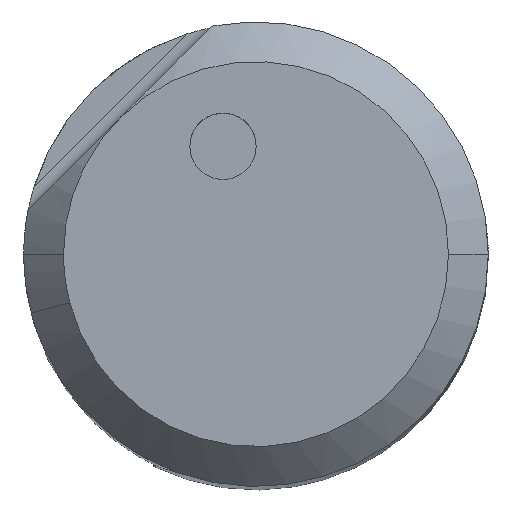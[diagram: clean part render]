
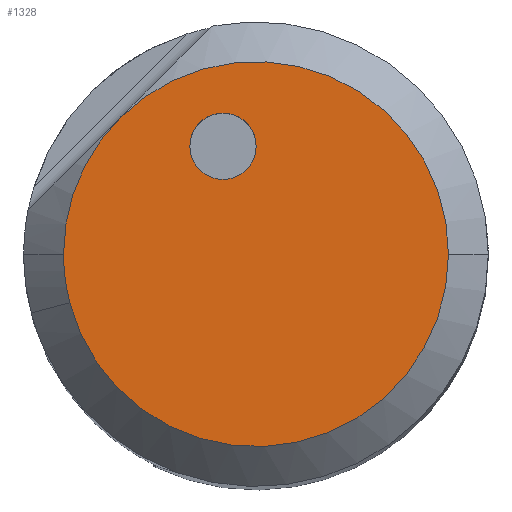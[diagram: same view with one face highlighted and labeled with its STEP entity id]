
A CAD part, top view. The second image highlights one B-rep face of the part: STEP entity #1328.
In plain terms, the highlighted planar face has unit normal (0, 0, 1).
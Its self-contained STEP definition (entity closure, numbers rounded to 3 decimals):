
#1001=AXIS2_PLACEMENT_3D('Circle Axis2P3D',#999,#1000,$) ;
#1019=AXIS2_PLACEMENT_3D('Circle Axis2P3D',#1017,#1018,$) ;
#1207=AXIS2_PLACEMENT_3D('Circle Axis2P3D',#1205,#1206,$) ;
#1288=AXIS2_PLACEMENT_3D('Circle Axis2P3D',#1286,#1287,$) ;
#1302=AXIS2_PLACEMENT_3D('Plane Axis2P3D',#1299,#1300,#1301) ;
#1312=AXIS2_PLACEMENT_3D('Circle Axis2P3D',#1310,#1311,$) ;
#1321=AXIS2_PLACEMENT_3D('Circle Axis2P3D',#1319,#1320,$) ;
#988=CARTESIAN_POINT('Vertex',(-2.806,-0.733,0.)) ;
#996=CARTESIAN_POINT('Vertex',(2.9,0.,0.)) ;
#999=CARTESIAN_POINT('Axis2P3D Location',(0.,0.,0.)) ;
#1017=CARTESIAN_POINT('Axis2P3D Location',(0.,0.,0.)) ;
#1021=CARTESIAN_POINT('Vertex',(-2.9,0.,0.)) ;
#1205=CARTESIAN_POINT('Axis2P3D Location',(0.,0.,0.)) ;
#1209=CARTESIAN_POINT('Vertex',(-2.051,2.051,0.)) ;
#1286=CARTESIAN_POINT('Axis2P3D Location',(0.,0.,0.)) ;
#1299=CARTESIAN_POINT('Axis2P3D Location',(0.,0.,0.)) ;
#1310=CARTESIAN_POINT('Axis2P3D Location',(-0.497,1.626,0.)) ;
#1314=CARTESIAN_POINT('Vertex',(-0.997,1.626,0.)) ;
#1316=CARTESIAN_POINT('Vertex',(0.003,1.626,0.)) ;
#1319=CARTESIAN_POINT('Axis2P3D Location',(-0.497,1.626,0.)) ;
#1000=DIRECTION('Axis2P3D Direction',(0.,0.,-1.)) ;
#1018=DIRECTION('Axis2P3D Direction',(0.,0.,-1.)) ;
#1206=DIRECTION('Axis2P3D Direction',(0.,0.,-1.)) ;
#1287=DIRECTION('Axis2P3D Direction',(0.,0.,-1.)) ;
#1300=DIRECTION('Axis2P3D Direction',(0.,0.,-1.)) ;
#1301=DIRECTION('Axis2P3D XDirection',(-1.,0.,0.)) ;
#1311=DIRECTION('Axis2P3D Direction',(0.,0.,-1.)) ;
#1320=DIRECTION('Axis2P3D Direction',(0.,0.,-1.)) ;
#1305=ORIENTED_EDGE('',*,*,#1211,.F.) ;
#1306=ORIENTED_EDGE('',*,*,#1023,.F.) ;
#1307=ORIENTED_EDGE('',*,*,#1003,.F.) ;
#1308=ORIENTED_EDGE('',*,*,#1290,.F.) ;
#1325=ORIENTED_EDGE('',*,*,#1318,.F.) ;
#1326=ORIENTED_EDGE('',*,*,#1323,.F.) ;
#1327=FACE_BOUND('',#1324,.T.) ;
#1328=ADVANCED_FACE('NOCUT',(#1309,#1327),#1303,.F.) ;
#1002=CIRCLE('generated circle',#1001,2.9) ;
#1020=CIRCLE('generated circle',#1019,2.9) ;
#1208=CIRCLE('generated circle',#1207,2.9) ;
#1289=CIRCLE('generated circle',#1288,2.9) ;
#1313=CIRCLE('generated circle',#1312,0.5) ;
#1322=CIRCLE('generated circle',#1321,0.5) ;
#1003=EDGE_CURVE('',#997,#989,#1002,.T.) ;
#1023=EDGE_CURVE('',#989,#1022,#1020,.T.) ;
#1211=EDGE_CURVE('',#1022,#1210,#1208,.T.) ;
#1290=EDGE_CURVE('',#1210,#997,#1289,.T.) ;
#1318=EDGE_CURVE('',#1315,#1317,#1313,.F.) ;
#1323=EDGE_CURVE('',#1317,#1315,#1322,.F.) ;
#1304=EDGE_LOOP('',(#1305,#1306,#1307,#1308)) ;
#1324=EDGE_LOOP('',(#1325,#1326)) ;
#1309=FACE_OUTER_BOUND('',#1304,.T.) ;
#1303=PLANE('',#1302) ;
#989=VERTEX_POINT('',#988) ;
#997=VERTEX_POINT('',#996) ;
#1022=VERTEX_POINT('',#1021) ;
#1210=VERTEX_POINT('',#1209) ;
#1315=VERTEX_POINT('',#1314) ;
#1317=VERTEX_POINT('',#1316) ;
